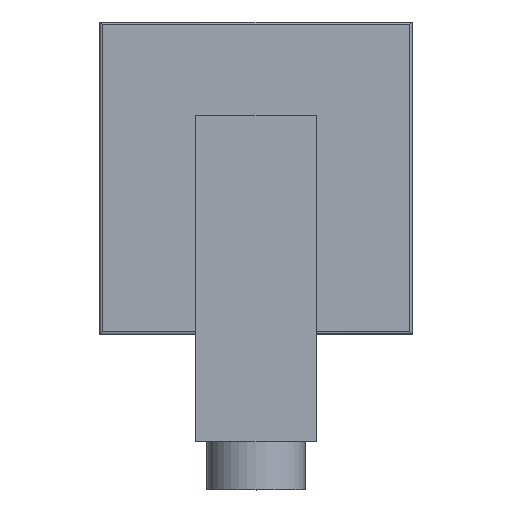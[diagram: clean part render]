
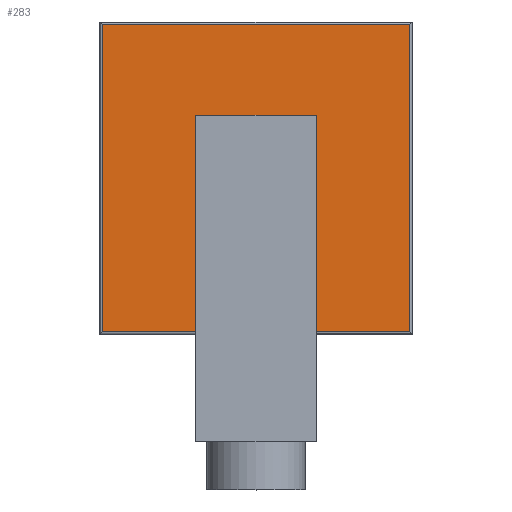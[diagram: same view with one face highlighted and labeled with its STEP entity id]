
A CAD part, top view. The second image highlights one B-rep face of the part: STEP entity #283.
In plain terms, the highlighted planar face has unit normal (0, 0, 1).
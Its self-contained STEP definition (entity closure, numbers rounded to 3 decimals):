
#6 = VERTEX_POINT ( 'NONE', #652 ) ;
#11 = FACE_BOUND ( 'NONE', #17, .T. ) ;
#13 = DIRECTION ( 'NONE',  ( 0., 0., 1. ) ) ;
#17 = EDGE_LOOP ( 'NONE', ( #331, #247 ) ) ;
#18 = ORIENTED_EDGE ( 'NONE', *, *, #578, .T. ) ;
#67 = CARTESIAN_POINT ( 'NONE',  ( 32.5, -32., 3.5 ) ) ;
#84 = ORIENTED_EDGE ( 'NONE', *, *, #660, .T. ) ;
#106 = CIRCLE ( 'NONE', #557, 10.5 ) ;
#116 = CARTESIAN_POINT ( 'NONE',  ( 32., 32.5, 3.5 ) ) ;
#118 = EDGE_CURVE ( 'NONE', #650, #408, #964, .T. ) ;
#134 = CIRCLE ( 'NONE', #727, 10.5 ) ;
#189 = CARTESIAN_POINT ( 'NONE',  ( 32., 32., 3.5 ) ) ;
#242 = EDGE_CURVE ( 'NONE', #567, #6, #106, .T. ) ;
#247 = ORIENTED_EDGE ( 'NONE', *, *, #987, .F. ) ;
#255 = CARTESIAN_POINT ( 'NONE',  ( 32., -32., 3.5 ) ) ;
#260 = LINE ( 'NONE', #581, #302 ) ;
#264 = CARTESIAN_POINT ( 'NONE',  ( -32., -32.5, 3.5 ) ) ;
#283 = ADVANCED_FACE ( 'NONE', ( #712, #11 ), #836, .T. ) ;
#287 = DIRECTION ( 'NONE',  ( 0., 0., 1. ) ) ;
#302 = VECTOR ( 'NONE', #888, 1000. ) ;
#318 = CARTESIAN_POINT ( 'NONE',  ( 0., 0., 3.5 ) ) ;
#321 = DIRECTION ( 'NONE',  ( 1., 0., 0. ) ) ;
#331 = ORIENTED_EDGE ( 'NONE', *, *, #242, .F. ) ;
#355 = VECTOR ( 'NONE', #435, 1000. ) ;
#381 = DIRECTION ( 'NONE',  ( 1., 0., 0. ) ) ;
#408 = VERTEX_POINT ( 'NONE', #649 ) ;
#432 = CARTESIAN_POINT ( 'NONE',  ( -10.5, 0., 3.5 ) ) ;
#435 = DIRECTION ( 'NONE',  ( 0., 1., 0. ) ) ;
#457 = CARTESIAN_POINT ( 'NONE',  ( -32., 32., 3.5 ) ) ;
#489 = VERTEX_POINT ( 'NONE', #255 ) ;
#530 = EDGE_CURVE ( 'NONE', #562, #650, #260, .T. ) ;
#540 = VECTOR ( 'NONE', #381, 1000. ) ;
#557 = AXIS2_PLACEMENT_3D ( 'NONE', #982, #287, #606 ) ;
#562 = VERTEX_POINT ( 'NONE', #189 ) ;
#567 = VERTEX_POINT ( 'NONE', #432 ) ;
#578 = EDGE_CURVE ( 'NONE', #489, #562, #821, .T. ) ;
#581 = CARTESIAN_POINT ( 'NONE',  ( -32.5, 32., 3.5 ) ) ;
#584 = DIRECTION ( 'NONE',  ( 0., -1., 0. ) ) ;
#606 = DIRECTION ( 'NONE',  ( 1., 0., 0. ) ) ;
#634 = DIRECTION ( 'NONE',  ( 0., 0., 1. ) ) ;
#649 = CARTESIAN_POINT ( 'NONE',  ( -32., -32., 3.5 ) ) ;
#650 = VERTEX_POINT ( 'NONE', #457 ) ;
#652 = CARTESIAN_POINT ( 'NONE',  ( 10.5, 0., 3.5 ) ) ;
#656 = AXIS2_PLACEMENT_3D ( 'NONE', #318, #634, #932 ) ;
#660 = EDGE_CURVE ( 'NONE', #408, #489, #773, .T. ) ;
#688 = ORIENTED_EDGE ( 'NONE', *, *, #118, .T. ) ;
#712 = FACE_OUTER_BOUND ( 'NONE', #786, .T. ) ;
#715 = CARTESIAN_POINT ( 'NONE',  ( 0., 0., 3.5 ) ) ;
#727 = AXIS2_PLACEMENT_3D ( 'NONE', #715, #13, #321 ) ;
#755 = VECTOR ( 'NONE', #584, 1000. ) ;
#773 = LINE ( 'NONE', #67, #540 ) ;
#786 = EDGE_LOOP ( 'NONE', ( #688, #84, #18, #991 ) ) ;
#821 = LINE ( 'NONE', #116, #355 ) ;
#836 = PLANE ( 'NONE',  #656 ) ;
#888 = DIRECTION ( 'NONE',  ( -1., 0., 0. ) ) ;
#932 = DIRECTION ( 'NONE',  ( 1., 0., 0. ) ) ;
#964 = LINE ( 'NONE', #264, #755 ) ;
#982 = CARTESIAN_POINT ( 'NONE',  ( 0., 0., 3.5 ) ) ;
#987 = EDGE_CURVE ( 'NONE', #6, #567, #134, .T. ) ;
#991 = ORIENTED_EDGE ( 'NONE', *, *, #530, .T. ) ;
